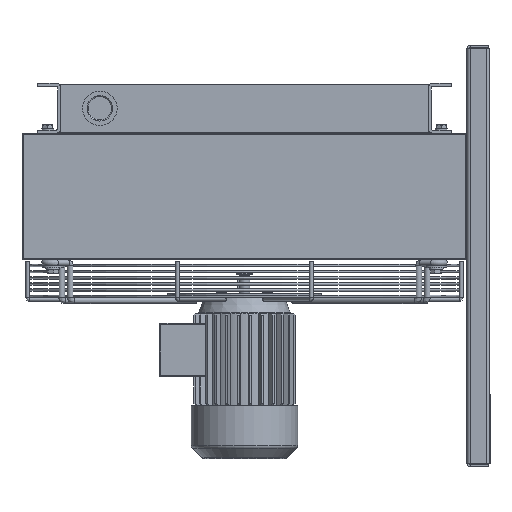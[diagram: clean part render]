
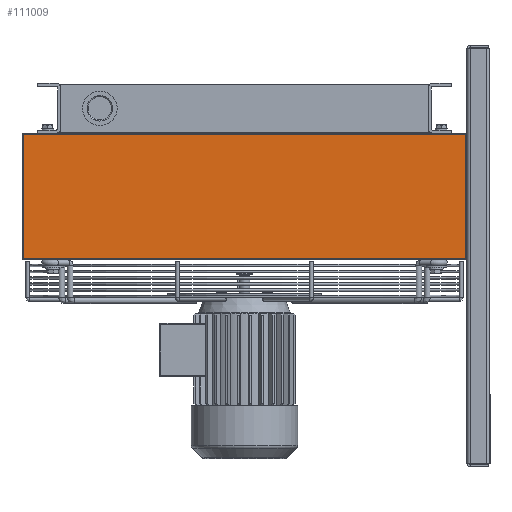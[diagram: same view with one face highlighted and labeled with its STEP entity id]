
A CAD part, front view. The second image highlights one B-rep face of the part: STEP entity #111009.
In plain terms, the highlighted planar face has unit normal (0, -1, 0).
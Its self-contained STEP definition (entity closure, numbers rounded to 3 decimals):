
#87269=CARTESIAN_POINT('',(290.,-290.,-32.5));
#87270=VERTEX_POINT('',#87269);
#87277=CARTESIAN_POINT('',(290.,-290.,-197.5));
#87278=VERTEX_POINT('',#87277);
#87279=CARTESIAN_POINT('',(290.,-290.,-197.5));
#87280=DIRECTION('',(0.0,0.0,1.0));
#87281=VECTOR('',#87280,165.0);
#87282=LINE('',#87279,#87281);
#87283=EDGE_CURVE('',#87278,#87270,#87282,.T.);
#110051=CARTESIAN_POINT('',(-290.,-290.,-32.5));
#110052=VERTEX_POINT('',#110051);
#110059=CARTESIAN_POINT('',(290.,-290.,-32.5));
#110060=DIRECTION('',(-1.0,0.0,0.0));
#110061=VECTOR('',#110060,580.0);
#110062=LINE('',#110059,#110061);
#110063=EDGE_CURVE('',#87270,#110052,#110062,.T.);
#110986=CARTESIAN_POINT('',(-290.,-290.,-115.));
#110987=DIRECTION('',(0.0,-1.0,0.0));
#110988=DIRECTION('',(0.0,0.0,1.0));
#110989=AXIS2_PLACEMENT_3D('',#110986,#110987,#110988);
#110990=PLANE('',#110989);
#110991=CARTESIAN_POINT('',(-290.,-290.,-197.5));
#110992=VERTEX_POINT('',#110991);
#110993=CARTESIAN_POINT('',(-290.,-290.,-197.5));
#110994=DIRECTION('',(1.0,0.0,0.0));
#110995=VECTOR('',#110994,580.0);
#110996=LINE('',#110993,#110995);
#110997=EDGE_CURVE('',#110992,#87278,#110996,.T.);
#110998=ORIENTED_EDGE('',*,*,#110997,.T.);
#110999=ORIENTED_EDGE('',*,*,#87283,.T.);
#111000=ORIENTED_EDGE('',*,*,#110063,.T.);
#111001=CARTESIAN_POINT('',(-290.,-290.,-197.5));
#111002=DIRECTION('',(0.0,0.0,1.0));
#111003=VECTOR('',#111002,165.0);
#111004=LINE('',#111001,#111003);
#111005=EDGE_CURVE('',#110992,#110052,#111004,.T.);
#111006=ORIENTED_EDGE('',*,*,#111005,.F.);
#111007=EDGE_LOOP('',(#110998,#110999,#111000,#111006));
#111008=FACE_OUTER_BOUND('',#111007,.T.);
#111009=ADVANCED_FACE('',(#111008),#110990,.T.);
